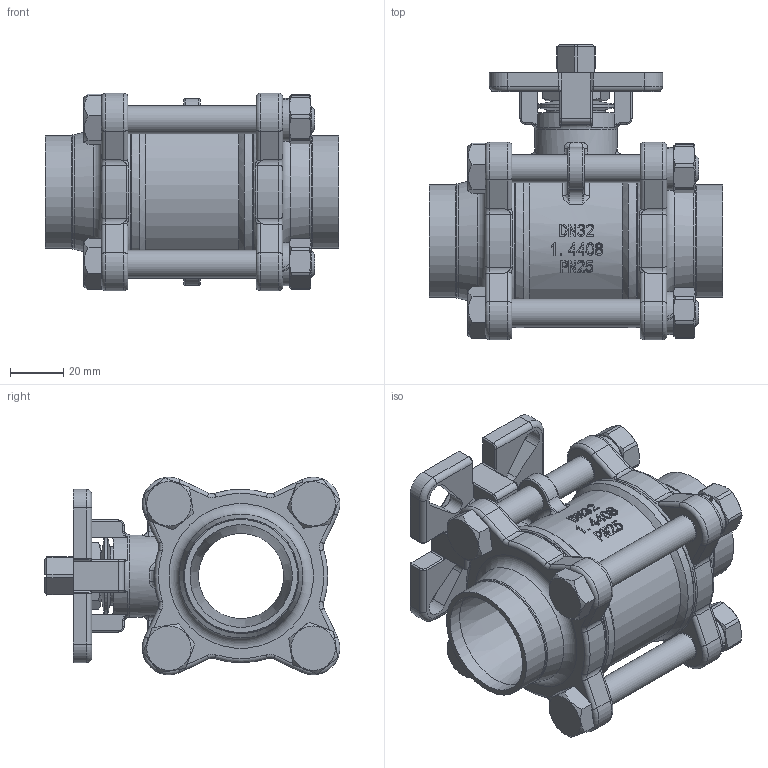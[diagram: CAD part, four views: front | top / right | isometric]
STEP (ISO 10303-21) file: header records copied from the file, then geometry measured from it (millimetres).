
FILE_DESCRIPTION (( 'STEP AP203' ), '1' );
FILE_NAME ('×°ÅäÌå1.25-900131460048001.STEP', '2026-02-03T03:37:07', ( '' ), ( '' ), 'SwSTEP 2.0', 'SolidWorks 2019', '' );
FILE_SCHEMA (( 'CONFIG_CONTROL_DESIGN' ));
Length unit declared in the file: millimetre
Products named in the file (1): 蚾饜极1.25-900131460048001
Bounding box: 110 x 110.81 x 74.02 mm (x, y, z)
Volume: 277339.8 mm3; surface area: 95251.1 mm2
Topology: 21 solids, 21 shells, 1056 faces, 2624 edges, 1649 vertices
Faces by surface type: plane 423, cylinder 277, bspline 153, torus 103, cone 93, sphere 7
Full cylindrical faces by diameter (mm): 8.376 x4, 10 x4, 10.4 x4, 10.5 x2, 10.9 x4, 11 x8, 12.7 x1, 14.287 x1, 14.4 x2, 14.684 x1, 15 x2, 15.3 x1, 16.1 x4, 21.9 x1, 22 x2, 28.58 x2, 31 x1, 31.2 x1, 32 x1, 38.4 x2, 42.4 x2, 65 x2
Entity records: 58894 total; most frequent: CARTESIAN_POINT 35442, ORIENTED_EDGE 4982, DIRECTION 4458, EDGE_CURVE 2491, AXIS2_PLACEMENT_3D 1741, VERTEX_POINT 1624, EDGE_LOOP 1263, FACE_OUTER_BOUND 1119
